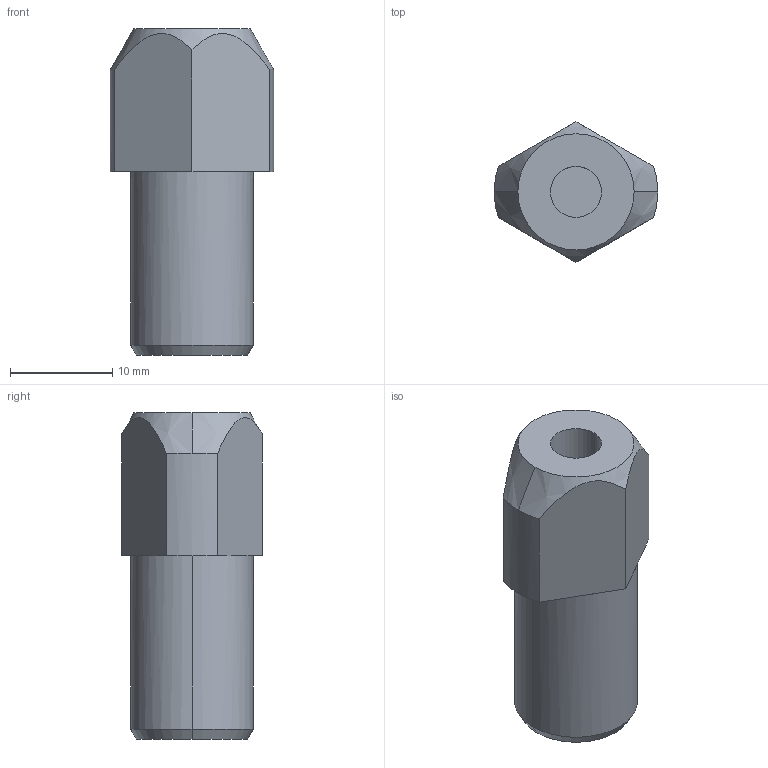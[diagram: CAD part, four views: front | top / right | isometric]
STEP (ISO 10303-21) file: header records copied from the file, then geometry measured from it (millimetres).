
FILE_DESCRIPTION (( 'STEP AP203' ), '1' );
FILE_NAME ('bj723-16021.STEP', '2021-10-25T00:00:22', ( '' ), ( '' ), 'SwSTEP 2.0', 'SolidWorks 2020', '' );
FILE_SCHEMA (( 'CONFIG_CONTROL_DESIGN' ));
Length unit declared in the file: millimetre
Products named in the file (1): bj723-16021
Bounding box: 16 x 13.78 x 32 mm (x, y, z)
Volume: 3824.5 mm3; surface area: 1689.3 mm2
Topology: 1 solids, 1 shells, 29 faces, 64 edges, 39 vertices
Faces by surface type: plane 16, cylinder 9, cone 4
Entity records: 954 total; most frequent: CARTESIAN_POINT 217, DIRECTION 151, ORIENTED_EDGE 128, EDGE_CURVE 64, AXIS2_PLACEMENT_3D 61, VERTEX_POINT 39, EDGE_LOOP 31, CIRCLE 31
